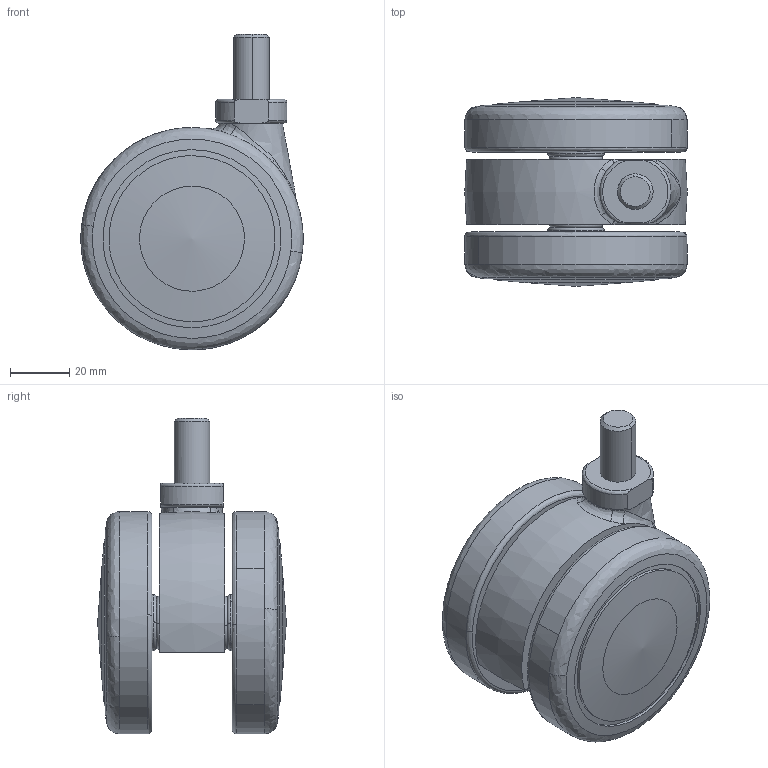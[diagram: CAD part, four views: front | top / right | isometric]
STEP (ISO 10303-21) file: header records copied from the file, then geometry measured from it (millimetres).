
FILE_DESCRIPTION((''),'2;1');
FILE_NAME('','2006-10-31T08:35:35',(''),(''),'','CADfix','');
FILE_SCHEMA(('AUTOMOTIVE_DESIGN'));
Length unit declared in the file: millimetre
Products named in the file (5): wheel_mr; wheel; main shaft; body; SUS_TE75N12_4652_36
Assembly tree (4 placements, depth 2):
  SUS_TE75N12_4652_36
    wheel_mr
    wheel
    main shaft
    body
Bounding box: 75 x 63.63 x 106.5 mm (x, y, z)
Volume: 200633.6 mm3; surface area: 48227.3 mm2
Topology: 4 solids, 4 shells, 141 faces, 444 edges, 325 vertices
Faces by surface type: bspline 141
Entity records: 7008 total; most frequent: CARTESIAN_POINT 4552, ORIENTED_EDGE 888, EDGE_CURVE 444, VERTEX_POINT 325, EDGE_LOOP 165, FACE_OUTER_BOUND 141, ADVANCED_FACE 141, QUASI_UNIFORM_CURVE 118
